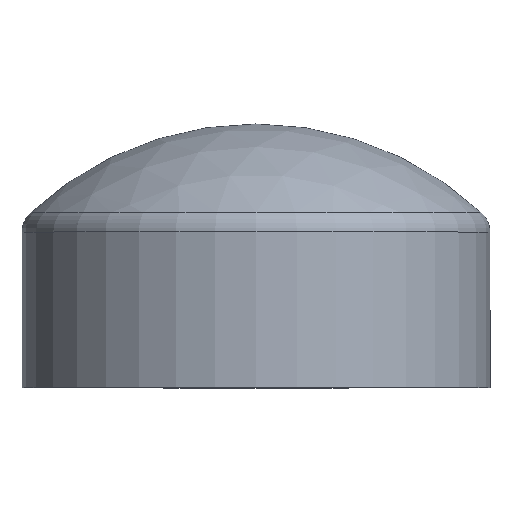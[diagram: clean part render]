
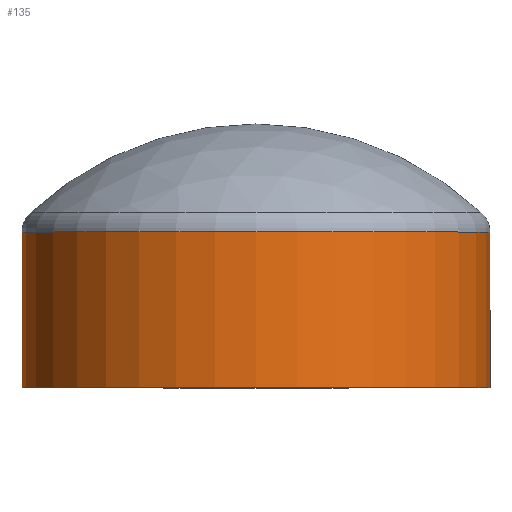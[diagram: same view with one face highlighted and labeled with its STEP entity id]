
A CAD part, top view. The second image highlights one B-rep face of the part: STEP entity #135.
In plain terms, the highlighted cylindrical face has radius 10.65 mm (diameter 21.3 mm), a partial arc.
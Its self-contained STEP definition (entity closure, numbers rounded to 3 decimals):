
#4 = DIRECTION ( 'NONE',  ( 0., 1., 0. ) ) ;
#13 = DIRECTION ( 'NONE',  ( 0., 1., 0. ) ) ;
#22 = DIRECTION ( 'NONE',  ( 0., 1., 0. ) ) ;
#35 = DIRECTION ( 'NONE',  ( -1., 0., 0. ) ) ;
#50 = LINE ( 'NONE', #56, #255 ) ;
#53 = AXIS2_PLACEMENT_3D ( 'NONE', #73, #4, #35 ) ;
#56 = CARTESIAN_POINT ( 'NONE',  ( 10.65, 2817.965, 0. ) ) ;
#73 = CARTESIAN_POINT ( 'NONE',  ( 0., 7.074, 0. ) ) ;
#87 = ORIENTED_EDGE ( 'NONE', *, *, #226, .F. ) ;
#93 = ORIENTED_EDGE ( 'NONE', *, *, #194, .F. ) ;
#134 = DIRECTION ( 'NONE',  ( 0., 1., 0. ) ) ;
#135 = ADVANCED_FACE ( 'NONE', ( #178 ), #269, .T. ) ;
#143 = AXIS2_PLACEMENT_3D ( 'NONE', #333, #275, #190 ) ;
#152 = VERTEX_POINT ( 'NONE', #183 ) ;
#171 = EDGE_CURVE ( 'NONE', #229, #152, #50, .T. ) ;
#173 = VERTEX_POINT ( 'NONE', #224 ) ;
#178 = FACE_OUTER_BOUND ( 'NONE', #260, .T. ) ;
#183 = CARTESIAN_POINT ( 'NONE',  ( 10.65, 7.074, 0. ) ) ;
#190 = DIRECTION ( 'NONE',  ( -1., 0., 0. ) ) ;
#193 = CARTESIAN_POINT ( 'NONE',  ( -10.65, 2817.965, 0. ) ) ;
#194 = EDGE_CURVE ( 'NONE', #173, #152, #336, .T. ) ;
#199 = ORIENTED_EDGE ( 'NONE', *, *, #215, .T. ) ;
#215 = EDGE_CURVE ( 'NONE', #234, #229, #352, .T. ) ;
#224 = CARTESIAN_POINT ( 'NONE',  ( -10.65, 7.074, 0. ) ) ;
#226 = EDGE_CURVE ( 'NONE', #234, #173, #306, .T. ) ;
#229 = VERTEX_POINT ( 'NONE', #254 ) ;
#234 = VERTEX_POINT ( 'NONE', #245 ) ;
#245 = CARTESIAN_POINT ( 'NONE',  ( -10.65, 0., 0. ) ) ;
#254 = CARTESIAN_POINT ( 'NONE',  ( 10.65, 0., 0. ) ) ;
#255 = VECTOR ( 'NONE', #22, 1000. ) ;
#260 = EDGE_LOOP ( 'NONE', ( #199, #265, #93, #87 ) ) ;
#264 = CARTESIAN_POINT ( 'NONE',  ( 0., 2817.965, 0. ) ) ;
#265 = ORIENTED_EDGE ( 'NONE', *, *, #171, .T. ) ;
#269 = CYLINDRICAL_SURFACE ( 'NONE', #353, 10.65 ) ;
#275 = DIRECTION ( 'NONE',  ( 0., 1., 0. ) ) ;
#288 = VECTOR ( 'NONE', #134, 1000. ) ;
#306 = LINE ( 'NONE', #193, #288 ) ;
#317 = DIRECTION ( 'NONE',  ( -1., 0., 0. ) ) ;
#333 = CARTESIAN_POINT ( 'NONE',  ( 0., 0., 0. ) ) ;
#336 = CIRCLE ( 'NONE', #53, 10.65 ) ;
#352 = CIRCLE ( 'NONE', #143, 10.65 ) ;
#353 = AXIS2_PLACEMENT_3D ( 'NONE', #264, #13, #317 ) ;
